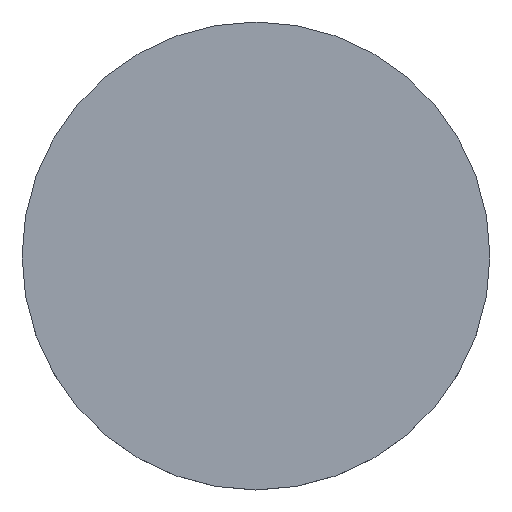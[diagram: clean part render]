
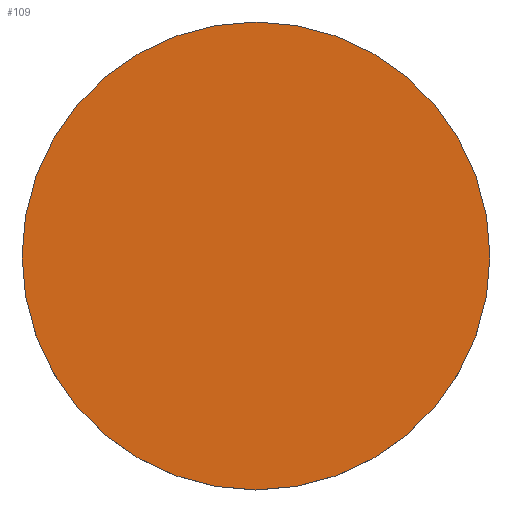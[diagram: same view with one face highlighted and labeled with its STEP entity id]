
A CAD part, top view. The second image highlights one B-rep face of the part: STEP entity #109.
In plain terms, the highlighted planar face has unit normal (0, 0, 1).
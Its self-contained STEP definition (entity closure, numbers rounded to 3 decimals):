
#6 = ORIENTED_EDGE ( 'NONE', *, *, #8, .F. ) ;
#8 = EDGE_CURVE ( 'NONE', #81, #30, #88, .T. ) ;
#20 = AXIS2_PLACEMENT_3D ( 'NONE', #33, #149, #110 ) ;
#30 = VERTEX_POINT ( 'NONE', #68 ) ;
#33 = CARTESIAN_POINT ( 'NONE',  ( 0., 0., 8.6 ) ) ;
#37 = CARTESIAN_POINT ( 'NONE',  ( 19.05, 0., 8.6 ) ) ;
#45 = CIRCLE ( 'NONE', #144, 19.05 ) ;
#68 = CARTESIAN_POINT ( 'NONE',  ( -19.05, 0., 8.6 ) ) ;
#73 = ORIENTED_EDGE ( 'NONE', *, *, #179, .F. ) ;
#81 = VERTEX_POINT ( 'NONE', #37 ) ;
#88 = CIRCLE ( 'NONE', #20, 19.05 ) ;
#89 = DIRECTION ( 'NONE',  ( 0., 0., -1. ) ) ;
#109 = ADVANCED_FACE ( 'NONE', ( #140 ), #147, .T. ) ;
#110 = DIRECTION ( 'NONE',  ( 1., 0., 0. ) ) ;
#133 = DIRECTION ( 'NONE',  ( 0., 0., 1. ) ) ;
#134 = CARTESIAN_POINT ( 'NONE',  ( 0., 0., 8.6 ) ) ;
#140 = FACE_OUTER_BOUND ( 'NONE', #175, .T. ) ;
#144 = AXIS2_PLACEMENT_3D ( 'NONE', #134, #89, #178 ) ;
#147 = PLANE ( 'NONE',  #162 ) ;
#149 = DIRECTION ( 'NONE',  ( 0., 0., -1. ) ) ;
#162 = AXIS2_PLACEMENT_3D ( 'NONE', #193, #133, #183 ) ;
#175 = EDGE_LOOP ( 'NONE', ( #6, #73 ) ) ;
#178 = DIRECTION ( 'NONE',  ( 1., 0., 0. ) ) ;
#179 = EDGE_CURVE ( 'NONE', #30, #81, #45, .T. ) ;
#183 = DIRECTION ( 'NONE',  ( 1., 0., 0. ) ) ;
#193 = CARTESIAN_POINT ( 'NONE',  ( 0., 39.066, 8.6 ) ) ;
